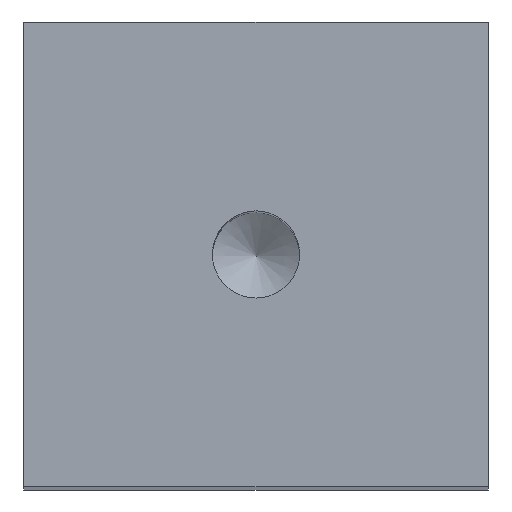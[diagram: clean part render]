
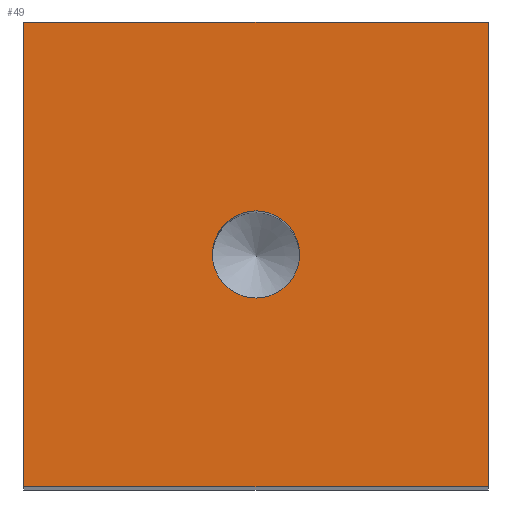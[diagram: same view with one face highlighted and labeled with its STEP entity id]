
A CAD part, top view. The second image highlights one B-rep face of the part: STEP entity #49.
In plain terms, the highlighted planar face has unit normal (0, 0, 1).
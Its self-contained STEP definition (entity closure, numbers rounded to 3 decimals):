
#37=FACE_BOUND('',#68,.T.);
#38=FACE_BOUND('',#69,.T.);
#43=CIRCLE('',#156,0.75);
#49=ADVANCED_FACE('',(#37,#38),#57,.F.);
#57=PLANE('',#157);
#68=EDGE_LOOP('',(#90));
#69=EDGE_LOOP('',(#91,#92,#93,#94));
#90=ORIENTED_EDGE('',*,*,#125,.T.);
#91=ORIENTED_EDGE('',*,*,#115,.F.);
#92=ORIENTED_EDGE('',*,*,#124,.F.);
#93=ORIENTED_EDGE('',*,*,#121,.F.);
#94=ORIENTED_EDGE('',*,*,#118,.F.);
#104=VERTEX_POINT('',#201);
#105=VERTEX_POINT('',#203);
#107=VERTEX_POINT('',#209);
#109=VERTEX_POINT('',#215);
#110=VERTEX_POINT('',#222);
#115=EDGE_CURVE('',#104,#105,#129,.T.);
#118=EDGE_CURVE('',#105,#107,#132,.T.);
#121=EDGE_CURVE('',#107,#109,#135,.T.);
#124=EDGE_CURVE('',#109,#104,#138,.T.);
#125=EDGE_CURVE('',#110,#110,#43,.T.);
#129=LINE('',#202,#141);
#132=LINE('',#208,#144);
#135=LINE('',#214,#147);
#138=LINE('',#219,#150);
#141=VECTOR('',#166,1.);
#144=VECTOR('',#171,1.);
#147=VECTOR('',#176,1.);
#150=VECTOR('',#181,1.);
#156=AXIS2_PLACEMENT_3D('',#221,#184,#185);
#157=AXIS2_PLACEMENT_3D('',#223,#186,#187);
#166=DIRECTION('',(1.,0.,0.));
#171=DIRECTION('',(0.,-1.,0.));
#176=DIRECTION('',(-1.,0.,0.));
#181=DIRECTION('',(0.,1.,0.));
#184=DIRECTION('',(0.,0.,-1.));
#185=DIRECTION('',(-1.,0.,0.));
#186=DIRECTION('',(0.,0.,-1.));
#187=DIRECTION('',(-1.,0.,0.));
#201=CARTESIAN_POINT('',(0.,8.,30.));
#202=CARTESIAN_POINT('',(0.,8.,30.));
#203=CARTESIAN_POINT('',(8.,8.,30.));
#208=CARTESIAN_POINT('',(8.,8.,30.));
#209=CARTESIAN_POINT('',(8.,0.,30.));
#214=CARTESIAN_POINT('',(8.,0.,30.));
#215=CARTESIAN_POINT('',(0.,0.,30.));
#219=CARTESIAN_POINT('',(0.,0.,30.));
#221=CARTESIAN_POINT('',(4.,4.,30.));
#222=CARTESIAN_POINT('',(3.25,4.,30.));
#223=CARTESIAN_POINT('',(0.,0.,30.));
